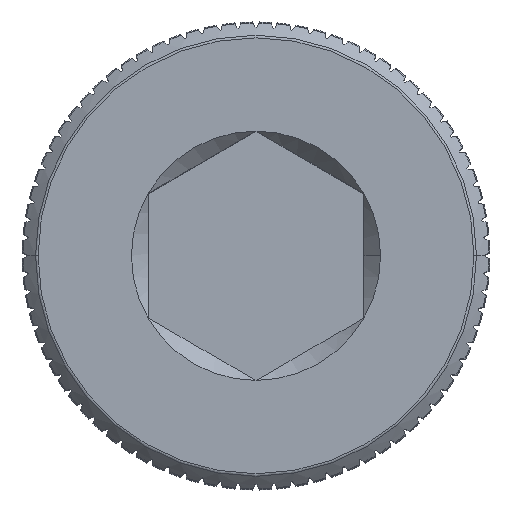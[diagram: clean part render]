
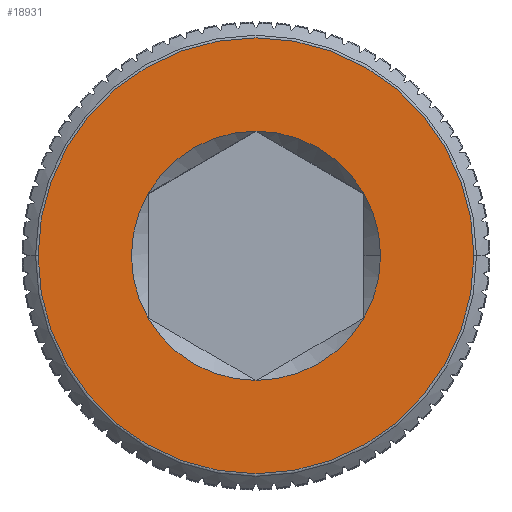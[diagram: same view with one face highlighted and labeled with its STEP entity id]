
A CAD part, top view. The second image highlights one B-rep face of the part: STEP entity #18931.
In plain terms, the highlighted planar face has unit normal (0, 0, 1).
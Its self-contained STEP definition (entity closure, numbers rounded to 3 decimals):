
#244 = AXIS2_PLACEMENT_3D ( 'NONE', #15788, #13847, #11710 ) ;
#335 = FACE_OUTER_BOUND ( 'NONE', #3661, .T. ) ;
#1931 = VERTEX_POINT ( 'NONE', #16026 ) ;
#1945 = DIRECTION ( 'NONE',  ( 1., 0., 0. ) ) ;
#1964 = CIRCLE ( 'NONE', #5730, 3.464 ) ;
#2694 = CARTESIAN_POINT ( 'NONE',  ( 0., 0., 41.5 ) ) ;
#3661 = EDGE_LOOP ( 'NONE', ( #3975, #4264 ) ) ;
#3797 = CIRCLE ( 'NONE', #21736, 3.464 ) ;
#3975 = ORIENTED_EDGE ( 'NONE', *, *, #7730, .F. ) ;
#4097 = EDGE_CURVE ( 'NONE', #29687, #19710, #24536, .T. ) ;
#4195 = CARTESIAN_POINT ( 'NONE',  ( 0., 0., 41.5 ) ) ;
#4264 = ORIENTED_EDGE ( 'NONE', *, *, #8611, .F. ) ;
#4297 = CARTESIAN_POINT ( 'NONE',  ( 0., 0., 41.5 ) ) ;
#4397 = CARTESIAN_POINT ( 'NONE',  ( 0., -3.464, 41.5 ) ) ;
#5067 = ORIENTED_EDGE ( 'NONE', *, *, #24513, .F. ) ;
#5492 = EDGE_CURVE ( 'NONE', #1931, #29687, #15433, .T. ) ;
#5589 = CARTESIAN_POINT ( 'NONE',  ( -3., 1.732, 41.5 ) ) ;
#5705 = ORIENTED_EDGE ( 'NONE', *, *, #24025, .F. ) ;
#5723 = VERTEX_POINT ( 'NONE', #7115 ) ;
#5730 = AXIS2_PLACEMENT_3D ( 'NONE', #21870, #16817, #7829 ) ;
#6186 = AXIS2_PLACEMENT_3D ( 'NONE', #2694, #9523, #18985 ) ;
#7115 = CARTESIAN_POINT ( 'NONE',  ( 3., -1.732, 41.5 ) ) ;
#7130 = CIRCLE ( 'NONE', #6186, 6.059 ) ;
#7730 = EDGE_CURVE ( 'NONE', #26908, #9164, #27159, .T. ) ;
#7829 = DIRECTION ( 'NONE',  ( 1., 0., 0. ) ) ;
#7988 = FACE_BOUND ( 'NONE', #9463, .T. ) ;
#8611 = EDGE_CURVE ( 'NONE', #9164, #26908, #7130, .T. ) ;
#8649 = CARTESIAN_POINT ( 'NONE',  ( 0., 0., 41.5 ) ) ;
#8885 = CARTESIAN_POINT ( 'NONE',  ( -6.059, 0., 41.5 ) ) ;
#9129 = ORIENTED_EDGE ( 'NONE', *, *, #27321, .F. ) ;
#9164 = VERTEX_POINT ( 'NONE', #14343 ) ;
#9347 = ORIENTED_EDGE ( 'NONE', *, *, #12582, .F. ) ;
#9463 = EDGE_LOOP ( 'NONE', ( #9129, #5067, #9347, #5705, #21340, #12473, #29577 ) ) ;
#9523 = DIRECTION ( 'NONE',  ( 0., 0., -1. ) ) ;
#9541 = CARTESIAN_POINT ( 'NONE',  ( 3.464, 0., 41.5 ) ) ;
#10793 = DIRECTION ( 'NONE',  ( 0., 0., 1. ) ) ;
#11055 = AXIS2_PLACEMENT_3D ( 'NONE', #17209, #21867, #24401 ) ;
#11710 = DIRECTION ( 'NONE',  ( 1., 0., 0. ) ) ;
#12469 = AXIS2_PLACEMENT_3D ( 'NONE', #25797, #26089, #23469 ) ;
#12473 = ORIENTED_EDGE ( 'NONE', *, *, #4097, .F. ) ;
#12582 = EDGE_CURVE ( 'NONE', #5723, #18204, #27436, .T. ) ;
#12662 = CARTESIAN_POINT ( 'NONE',  ( -3., -1.732, 41.5 ) ) ;
#13847 = DIRECTION ( 'NONE',  ( 0., 0., 1. ) ) ;
#14343 = CARTESIAN_POINT ( 'NONE',  ( 6.059, 0., 41.5 ) ) ;
#14512 = DIRECTION ( 'NONE',  ( 0., 0., 1. ) ) ;
#15433 = CIRCLE ( 'NONE', #28129, 3.464 ) ;
#15691 = DIRECTION ( 'NONE',  ( 1., 0., 0. ) ) ;
#15713 = CARTESIAN_POINT ( 'NONE',  ( 0., 0., 41.5 ) ) ;
#15788 = CARTESIAN_POINT ( 'NONE',  ( 0., 0., 41.5 ) ) ;
#16026 = CARTESIAN_POINT ( 'NONE',  ( 0., 3.464, 41.5 ) ) ;
#16091 = VERTEX_POINT ( 'NONE', #21087 ) ;
#16792 = AXIS2_PLACEMENT_3D ( 'NONE', #28412, #14512, #18994 ) ;
#16817 = DIRECTION ( 'NONE',  ( 0., 0., 1. ) ) ;
#17209 = CARTESIAN_POINT ( 'NONE',  ( 0., 0., 41.5 ) ) ;
#18204 = VERTEX_POINT ( 'NONE', #9541 ) ;
#18931 = ADVANCED_FACE ( 'NONE', ( #7988, #335 ), #29869, .T. ) ;
#18945 = AXIS2_PLACEMENT_3D ( 'NONE', #4195, #29574, #1945 ) ;
#18964 = VERTEX_POINT ( 'NONE', #4397 ) ;
#18985 = DIRECTION ( 'NONE',  ( -1., 0., 0. ) ) ;
#18994 = DIRECTION ( 'NONE',  ( 1., 0., 0. ) ) ;
#19634 = EDGE_CURVE ( 'NONE', #19710, #18964, #29760, .T. ) ;
#19710 = VERTEX_POINT ( 'NONE', #12662 ) ;
#20178 = DIRECTION ( 'NONE',  ( 1., 0., 0. ) ) ;
#20831 = CIRCLE ( 'NONE', #18945, 3.464 ) ;
#21087 = CARTESIAN_POINT ( 'NONE',  ( 3., 1.732, 41.5 ) ) ;
#21240 = AXIS2_PLACEMENT_3D ( 'NONE', #4297, #22681, #15691 ) ;
#21340 = ORIENTED_EDGE ( 'NONE', *, *, #19634, .F. ) ;
#21736 = AXIS2_PLACEMENT_3D ( 'NONE', #15713, #29195, #20178 ) ;
#21867 = DIRECTION ( 'NONE',  ( 0., 0., -1. ) ) ;
#21870 = CARTESIAN_POINT ( 'NONE',  ( 0., 0., 41.5 ) ) ;
#22465 = DIRECTION ( 'NONE',  ( 1., 0., 0. ) ) ;
#22681 = DIRECTION ( 'NONE',  ( 0., 0., 1. ) ) ;
#23469 = DIRECTION ( 'NONE',  ( 1., 0., 0. ) ) ;
#24025 = EDGE_CURVE ( 'NONE', #18964, #5723, #3797, .T. ) ;
#24401 = DIRECTION ( 'NONE',  ( -1., 0., 0. ) ) ;
#24513 = EDGE_CURVE ( 'NONE', #18204, #16091, #1964, .T. ) ;
#24536 = CIRCLE ( 'NONE', #244, 3.464 ) ;
#25797 = CARTESIAN_POINT ( 'NONE',  ( 0., 0., 41.5 ) ) ;
#26089 = DIRECTION ( 'NONE',  ( 0., 0., 1. ) ) ;
#26908 = VERTEX_POINT ( 'NONE', #8885 ) ;
#27159 = CIRCLE ( 'NONE', #11055, 6.059 ) ;
#27321 = EDGE_CURVE ( 'NONE', #16091, #1931, #20831, .T. ) ;
#27436 = CIRCLE ( 'NONE', #12469, 3.464 ) ;
#28129 = AXIS2_PLACEMENT_3D ( 'NONE', #8649, #10793, #22465 ) ;
#28412 = CARTESIAN_POINT ( 'NONE',  ( 0., 0., 41.5 ) ) ;
#29195 = DIRECTION ( 'NONE',  ( 0., 0., 1. ) ) ;
#29574 = DIRECTION ( 'NONE',  ( 0., 0., 1. ) ) ;
#29577 = ORIENTED_EDGE ( 'NONE', *, *, #5492, .F. ) ;
#29687 = VERTEX_POINT ( 'NONE', #5589 ) ;
#29760 = CIRCLE ( 'NONE', #16792, 3.464 ) ;
#29869 = PLANE ( 'NONE',  #21240 ) ;
